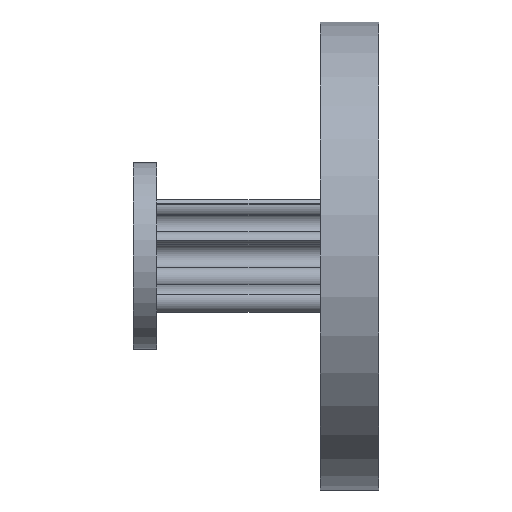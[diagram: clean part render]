
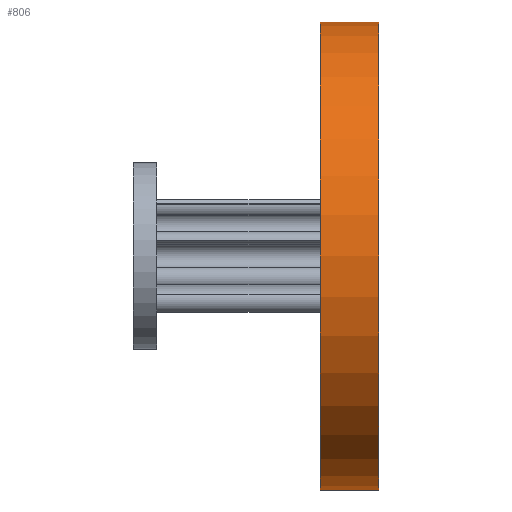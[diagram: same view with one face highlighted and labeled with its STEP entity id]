
A CAD part, front view. The second image highlights one B-rep face of the part: STEP entity #806.
In plain terms, the highlighted cylindrical face has radius 10 mm (diameter 20 mm), a full revolution.
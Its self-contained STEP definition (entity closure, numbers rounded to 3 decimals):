
#76=FACE_OUTER_BOUND('',#124,.T.);
#124=EDGE_LOOP('',(#723,#724,#725,#726,#727,#728));
#184=LINE('',#1441,#238);
#238=VECTOR('',#1198,10.);
#291=CIRCLE('',#910,10.);
#292=CIRCLE('',#911,10.);
#301=CIRCLE('',#931,10.);
#302=CIRCLE('',#932,10.);
#371=VERTEX_POINT('',#1396);
#372=VERTEX_POINT('',#1397);
#381=VERTEX_POINT('',#1437);
#382=VERTEX_POINT('',#1438);
#478=EDGE_CURVE('',#371,#372,#291,.T.);
#479=EDGE_CURVE('',#372,#371,#292,.T.);
#498=EDGE_CURVE('',#381,#382,#301,.T.);
#499=EDGE_CURVE('',#382,#381,#302,.T.);
#500=EDGE_CURVE('',#382,#372,#184,.T.);
#723=ORIENTED_EDGE('',*,*,#498,.F.);
#724=ORIENTED_EDGE('',*,*,#499,.F.);
#725=ORIENTED_EDGE('',*,*,#500,.T.);
#726=ORIENTED_EDGE('',*,*,#479,.T.);
#727=ORIENTED_EDGE('',*,*,#478,.T.);
#728=ORIENTED_EDGE('',*,*,#500,.F.);
#766=CYLINDRICAL_SURFACE('',#930,10.);
#806=ADVANCED_FACE('',(#76),#766,.T.);
#910=AXIS2_PLACEMENT_3D('',#1398,#1142,#1143);
#911=AXIS2_PLACEMENT_3D('',#1399,#1144,#1145);
#930=AXIS2_PLACEMENT_3D('',#1436,#1192,#1193);
#931=AXIS2_PLACEMENT_3D('',#1439,#1194,#1195);
#932=AXIS2_PLACEMENT_3D('',#1440,#1196,#1197);
#1142=DIRECTION('center_axis',(1.,0.,0.));
#1143=DIRECTION('ref_axis',(0.,0.,-1.));
#1144=DIRECTION('center_axis',(1.,0.,0.));
#1145=DIRECTION('ref_axis',(0.,0.,-1.));
#1192=DIRECTION('center_axis',(1.,0.,0.));
#1193=DIRECTION('ref_axis',(0.,1.,0.));
#1194=DIRECTION('center_axis',(1.,0.,0.));
#1195=DIRECTION('ref_axis',(0.,0.,-1.));
#1196=DIRECTION('center_axis',(1.,0.,0.));
#1197=DIRECTION('ref_axis',(0.,0.,-1.));
#1198=DIRECTION('',(-1.,0.,0.));
#1396=CARTESIAN_POINT('',(8.,10.,0.));
#1397=CARTESIAN_POINT('',(8.,-10.,0.));
#1398=CARTESIAN_POINT('Origin',(8.,0.,0.));
#1399=CARTESIAN_POINT('Origin',(8.,0.,0.));
#1436=CARTESIAN_POINT('Origin',(9.25,0.,0.));
#1437=CARTESIAN_POINT('',(10.5,10.,0.));
#1438=CARTESIAN_POINT('',(10.5,-10.,0.));
#1439=CARTESIAN_POINT('Origin',(10.5,0.,0.));
#1440=CARTESIAN_POINT('Origin',(10.5,0.,0.));
#1441=CARTESIAN_POINT('',(9.25,-10.,0.));
